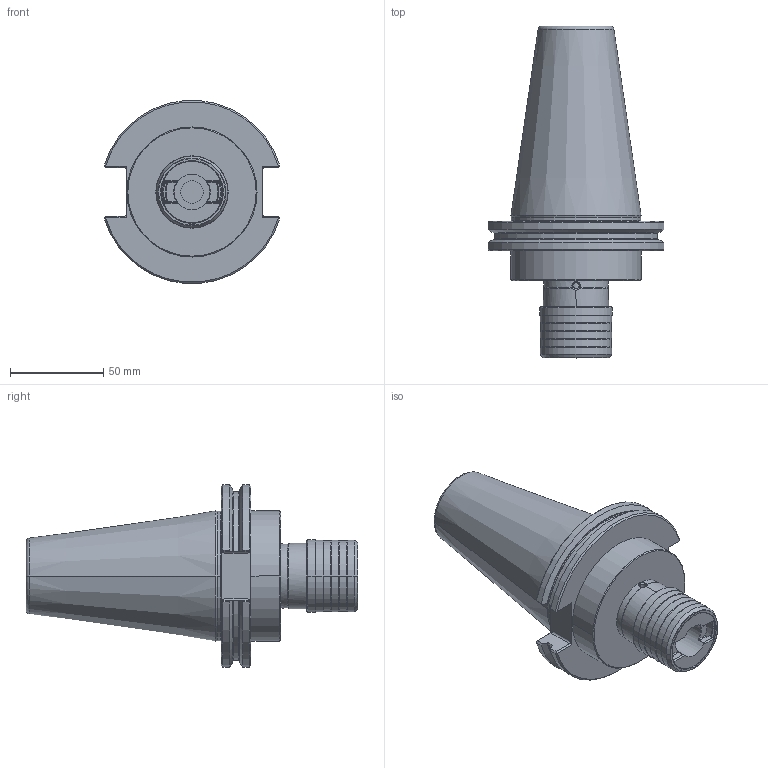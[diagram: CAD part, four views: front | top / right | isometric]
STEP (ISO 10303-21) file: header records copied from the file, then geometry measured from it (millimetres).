
FILE_DESCRIPTION((''),'2;1');
FILE_NAME('32400-50CAT_SW0001','2017-10-05T',('040'),(''),'CREO PARAMETRIC BY PTC INC, 2016260','CREO PARAMETRIC BY PTC INC, 2016260','');
FILE_SCHEMA(('CONFIG_CONTROL_DESIGN'));
Length unit declared in the file: millimetre
Products named in the file (1): 32400-50CAT_SW0001
Bounding box: 94.4 x 178.1 x 98.06 mm (x, y, z)
Volume: 424279.2 mm3; surface area: 60250.5 mm2
Topology: 1 solids, 2 shells, 279 faces, 707 edges, 426 vertices
Faces by surface type: cylinder 89, plane 80, cone 67, torus 33, bspline 10
Entity records: 9514 total; most frequent: CARTESIAN_POINT 2888, ORIENTED_EDGE 1398, DIRECTION 1372, EDGE_CURVE 699, AXIS2_PLACEMENT_3D 540, VERTEX_POINT 426, EDGE_LOOP 297, VECTOR 292
